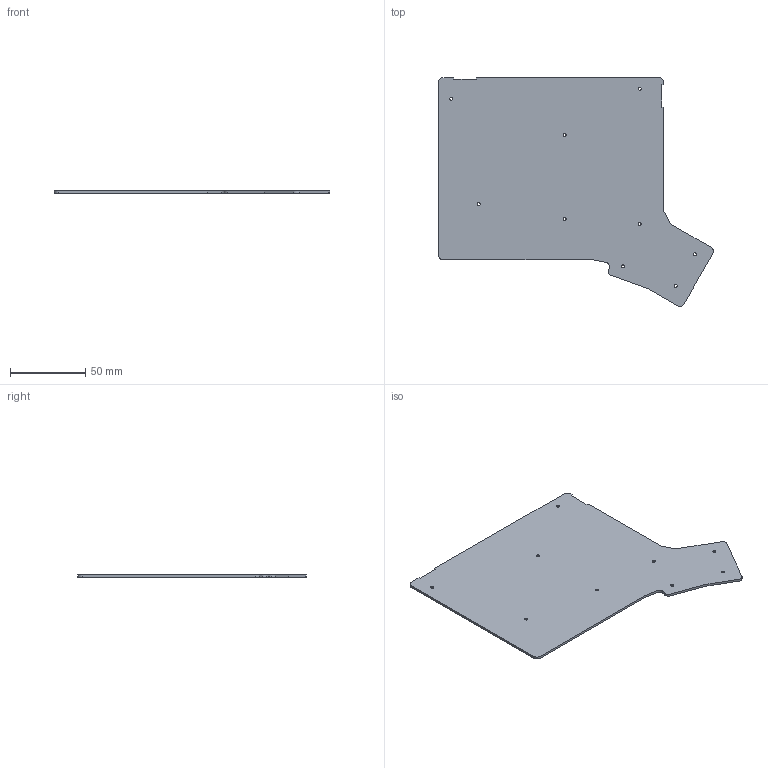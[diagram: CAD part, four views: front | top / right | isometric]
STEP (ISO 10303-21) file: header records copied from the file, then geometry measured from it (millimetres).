
FILE_DESCRIPTION (( 'STEP AP214' ), '1' );
FILE_NAME ('BottomPlate.STEP', '2025-07-27T17:49:58', ( '' ), ( '' ), 'SwSTEP 2.0', 'SolidWorks 2024', '' );
FILE_SCHEMA (( 'AUTOMOTIVE_DESIGN' ));
Length unit declared in the file: millimetre
Products named in the file (1): BottomPlate
Bounding box: 183.19 x 152.36 x 1.5 mm (x, y, z)
Volume: 29840.3 mm3; surface area: 40856 mm2
Topology: 1 solids, 1 shells, 66 faces, 174 edges, 110 vertices
Faces by surface type: cylinder 27, plane 21, cone 18
Entity records: 2105 total; most frequent: DIRECTION 380, CARTESIAN_POINT 351, ORIENTED_EDGE 348, EDGE_CURVE 174, AXIS2_PLACEMENT_3D 139, VERTEX_POINT 110, VECTOR 102, LINE 102
